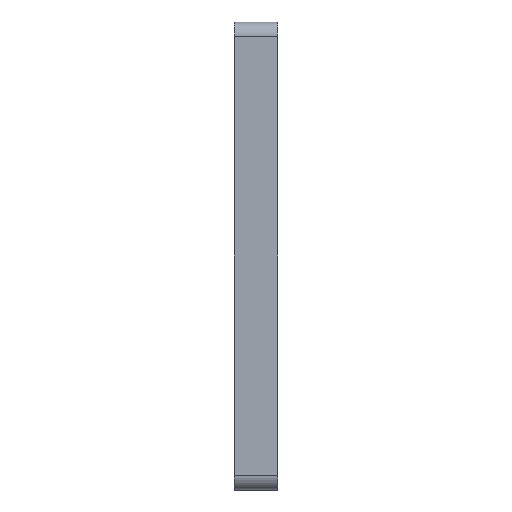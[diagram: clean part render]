
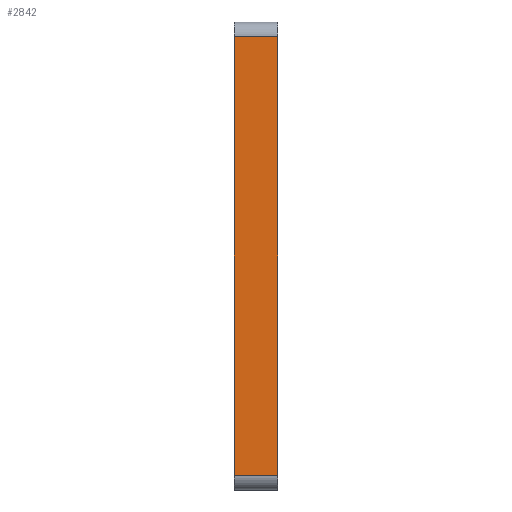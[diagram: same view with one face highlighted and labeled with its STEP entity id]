
A CAD part, left-side view. The second image highlights one B-rep face of the part: STEP entity #2842.
In plain terms, the highlighted planar face has unit normal (-1, 0, 0).
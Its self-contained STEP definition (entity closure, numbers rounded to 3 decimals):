
#613=ORIENTED_EDGE('',*,*,#1285,.F.);
#614=ORIENTED_EDGE('',*,*,#1421,.T.);
#615=ORIENTED_EDGE('',*,*,#1173,.T.);
#616=ORIENTED_EDGE('',*,*,#1422,.T.);
#1173=EDGE_CURVE('',#1612,#1611,#1868,.T.);
#1285=EDGE_CURVE('',#1723,#1724,#1927,.T.);
#1421=EDGE_CURVE('',#1723,#1612,#2041,.T.);
#1422=EDGE_CURVE('',#1611,#1724,#2042,.F.);
#1611=VERTEX_POINT('',#4279);
#1612=VERTEX_POINT('',#4281);
#1723=VERTEX_POINT('',#4504);
#1724=VERTEX_POINT('',#4506);
#1868=LINE('',#4280,#2172);
#1927=LINE('',#4505,#2231);
#2041=LINE('',#4737,#2345);
#2042=LINE('',#4738,#2346);
#2172=VECTOR('',#3370,1000.);
#2231=VECTOR('',#3537,1000.);
#2345=VECTOR('',#3753,1000.);
#2346=VECTOR('',#3754,1000.);
#2465=EDGE_LOOP('',(#613,#614,#615,#616));
#2613=FACE_BOUND('',#2465,.T.);
#2761=PLANE('',#3113);
#2842=ADVANCED_FACE('',(#2613),#2761,.F.);
#3113=AXIS2_PLACEMENT_3D('',#4736,#3751,#3752);
#3370=DIRECTION('',(0.,0.,1.));
#3537=DIRECTION('',(0.,0.,1.));
#3751=DIRECTION('',(1.,0.,0.));
#3752=DIRECTION('',(0.,0.,-1.));
#3753=DIRECTION('',(0.,-1.,0.));
#3754=DIRECTION('',(0.,-1.,0.));
#4279=CARTESIAN_POINT('',(-30.,0.,15.));
#4280=CARTESIAN_POINT('',(-30.,0.,-16.));
#4281=CARTESIAN_POINT('',(-30.,0.,-15.));
#4504=CARTESIAN_POINT('',(-30.,3.,-15.));
#4505=CARTESIAN_POINT('',(-30.,3.,-16.));
#4506=CARTESIAN_POINT('',(-30.,3.,15.));
#4736=CARTESIAN_POINT('',(-30.,3.,-16.));
#4737=CARTESIAN_POINT('',(-30.,3.,-15.));
#4738=CARTESIAN_POINT('',(-30.,3.,15.));
